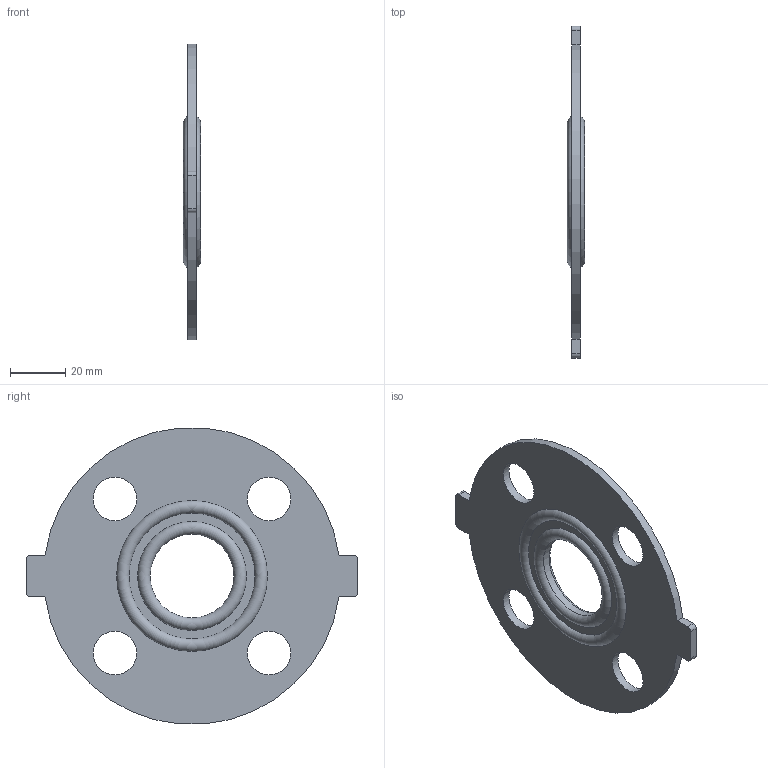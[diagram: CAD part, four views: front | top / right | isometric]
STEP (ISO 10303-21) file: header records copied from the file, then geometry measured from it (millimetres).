
FILE_DESCRIPTION(/* description */ ('ANSI FLANGE GASKET'),/* implementation_level */ '2;1');
FILE_NAME(/* name */ 'AF100G.stp',/* time_stamp */ '2016-12-06T14:59:11-05:00',/* author */ ('MJC'),/* organization */ (''),/* preprocessor_version */ 'ST-DEVELOPER v16.5',/* originating_system */ 'Autodesk Inventor 2017',/* authorisation */ '');
FILE_SCHEMA (('AUTOMOTIVE_DESIGN { 1 0 10303 214 3 1 1 }'));
Length unit declared in the file: inch
Products named in the file (1): AF100G
Bounding box: 6.23 x 120.65 x 107.57 mm (x, y, z)
Volume: 26319.4 mm3; surface area: 18382.7 mm2
Topology: 1 solids, 1 shells, 25 faces, 65 edges, 44 vertices
Faces by surface type: cylinder 11, plane 10, torus 4
Full cylindrical faces by diameter (mm): 15.875 x4, 30.48 x1
Entity records: 754 total; most frequent: DIRECTION 132, CARTESIAN_POINT 118, ORIENTED_EDGE 104, AXIS2_PLACEMENT_3D 54, EDGE_CURVE 52, EDGE_LOOP 46, VERTEX_POINT 40, CIRCLE 28
